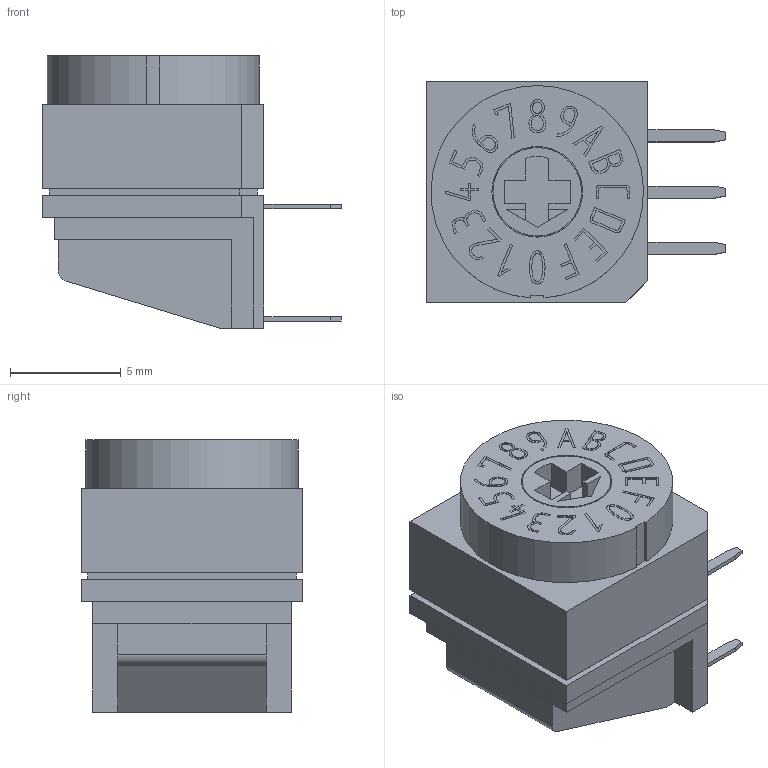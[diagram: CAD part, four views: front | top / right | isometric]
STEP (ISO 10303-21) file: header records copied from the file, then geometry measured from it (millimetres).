
FILE_DESCRIPTION( ( 'Unknown' ), '1' );
FILE_NAME( '42942752091x_16_Pos.stp', 'Unknown', ( 'Unknown' ), ( 'Unknown' ), 'PSStep 16.0.42', 'Unknown', ' ' );
FILE_SCHEMA( ( 'AUTOMOTIVE_DESIGN { 1 0 10303 214 1 1 1 1 }' ) );
Length unit declared in the file: millimetre
Products named in the file (1): 1
Bounding box: 13.5 x 10 x 12.3 mm (x, y, z)
Volume: 948.2 mm3; surface area: 753 mm2
Topology: 1 solids, 1 shells, 269 faces, 693 edges, 460 vertices
Faces by surface type: plane 221, extrusion 42, cylinder 6
Full cylindrical faces by diameter (mm): 4 x1, 4.1 x1
Entity records: 11408 total; most frequent: CARTESIAN_POINT 3192, ORIENTED_EDGE 1374, DIRECTION 939, EDGE_CURVE 687, VERTEX_POINT 460, VECTOR 459, LINE 417, EDGE_LOOP 309
